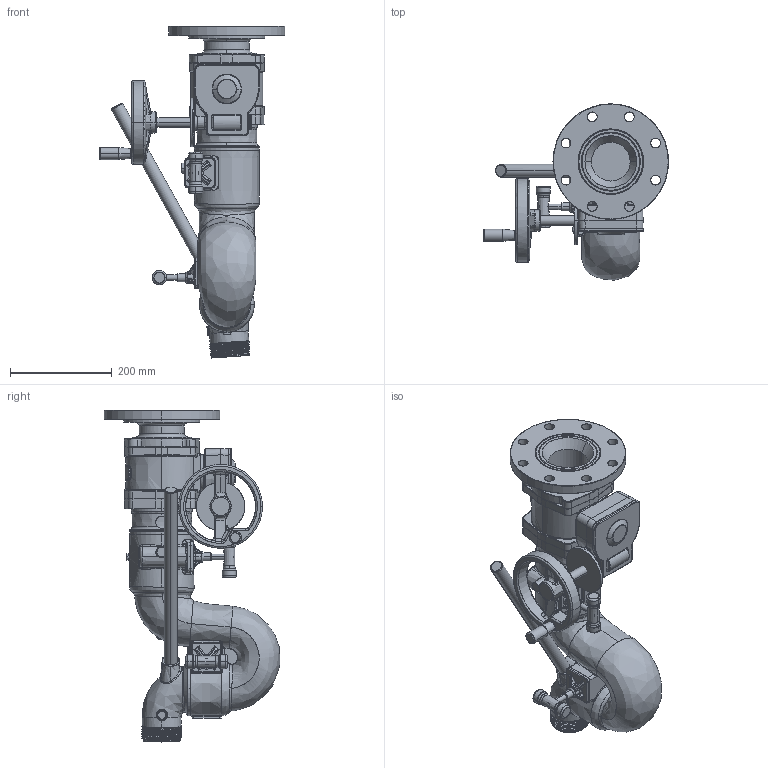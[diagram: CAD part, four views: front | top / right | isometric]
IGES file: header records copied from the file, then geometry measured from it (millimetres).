
Start section: SolidWorks IGES file using analytic representation for surfaces
Global section: file name: 8593-IV_Copperhead_GearDD.IGS; native system: SolidWorks 2010; preprocessor: SolidWorks 2010; author: Rick; date: 100810.100602; units: inch
Bounding box: 364.11 x 345.88 x 652.48 mm (x, y, z)
Surface area: 906525.5 mm2 (no closed solid volume)
Topology: 0 solids, 0 shells, 1331 faces, 17451 edges, 17391 vertices
Faces by surface type: bspline 817, revolution 514
